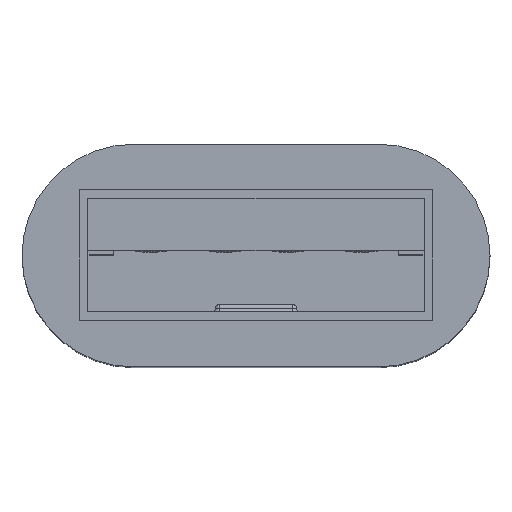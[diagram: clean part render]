
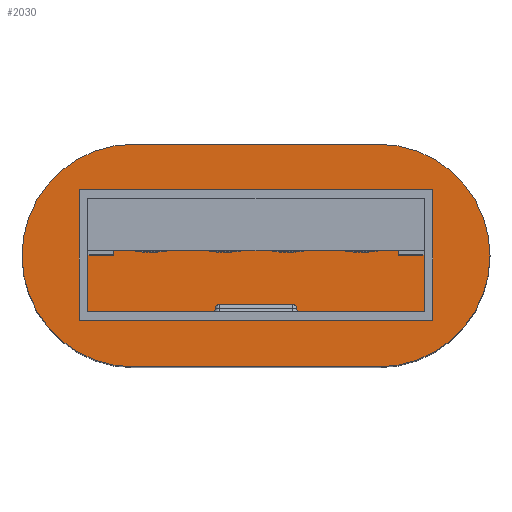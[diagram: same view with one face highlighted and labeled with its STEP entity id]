
A CAD part, top view. The second image highlights one B-rep face of the part: STEP entity #2030.
In plain terms, the highlighted planar face has unit normal (0, 0, 1).
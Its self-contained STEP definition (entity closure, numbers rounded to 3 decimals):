
#85=PLANE('',#2211);
#147=FACE_OUTER_BOUND('',#278,.T.);
#278=EDGE_LOOP('',(#1397,#1398,#1399,#1400));
#419=LINE('',#3111,#611);
#423=LINE('',#3122,#615);
#611=VECTOR('',#2454,10.);
#615=VECTOR('',#2466,10.);
#802=CIRCLE('',#2204,3.77);
#804=CIRCLE('',#2208,3.77);
#898=VERTEX_POINT('',#3101);
#899=VERTEX_POINT('',#3102);
#902=VERTEX_POINT('',#3110);
#904=VERTEX_POINT('',#3116);
#1083=EDGE_CURVE('',#898,#899,#802,.T.);
#1087=EDGE_CURVE('',#899,#902,#419,.T.);
#1090=EDGE_CURVE('',#902,#904,#804,.T.);
#1093=EDGE_CURVE('',#904,#898,#423,.T.);
#1397=ORIENTED_EDGE('',*,*,#1093,.T.);
#1398=ORIENTED_EDGE('',*,*,#1083,.T.);
#1399=ORIENTED_EDGE('',*,*,#1087,.T.);
#1400=ORIENTED_EDGE('',*,*,#1090,.T.);
#2030=ADVANCED_FACE('',(#147),#85,.T.);
#2204=AXIS2_PLACEMENT_3D('',#3103,#2446,#2447);
#2208=AXIS2_PLACEMENT_3D('',#3117,#2459,#2460);
#2211=AXIS2_PLACEMENT_3D('',#3124,#2468,#2469);
#2446=DIRECTION('center_axis',(0.,0.,1.));
#2447=DIRECTION('ref_axis',(0.,1.,0.));
#2454=DIRECTION('',(1.,0.,0.));
#2459=DIRECTION('center_axis',(0.,0.,1.));
#2460=DIRECTION('ref_axis',(0.,-1.,0.));
#2466=DIRECTION('',(-1.,0.,0.));
#2468=DIRECTION('center_axis',(0.,0.,1.));
#2469=DIRECTION('ref_axis',(1.,0.,0.));
#3101=CARTESIAN_POINT('',(-4.155,3.77,0.));
#3102=CARTESIAN_POINT('',(-4.155,-3.77,0.));
#3103=CARTESIAN_POINT('Origin',(-4.155,0.,0.));
#3110=CARTESIAN_POINT('',(4.155,-3.77,0.));
#3111=CARTESIAN_POINT('',(-4.155,-3.77,0.));
#3116=CARTESIAN_POINT('',(4.155,3.77,0.));
#3117=CARTESIAN_POINT('Origin',(4.155,0.,0.));
#3122=CARTESIAN_POINT('',(0.,3.77,0.));
#3124=CARTESIAN_POINT('Origin',(0.,0.,0.));
